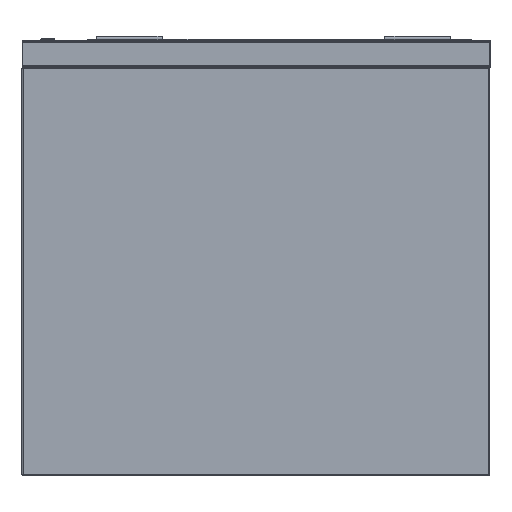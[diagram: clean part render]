
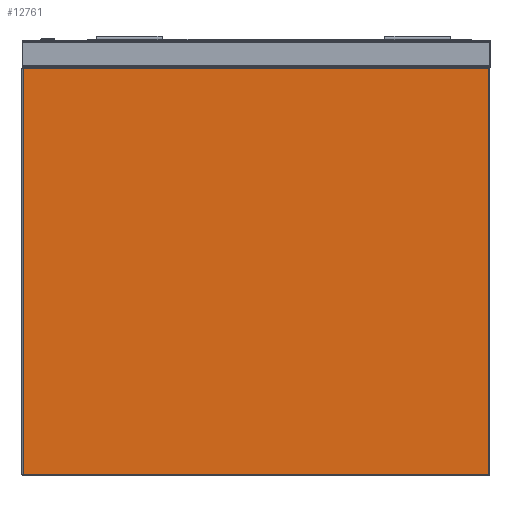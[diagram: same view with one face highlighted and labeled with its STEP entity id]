
A CAD part, left-side view. The second image highlights one B-rep face of the part: STEP entity #12761.
In plain terms, the highlighted planar face has unit normal (-1, 0, 0).
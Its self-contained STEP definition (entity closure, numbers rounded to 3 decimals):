
#166 = EDGE_CURVE ( 'NONE', #31450, #26360, #29263, .T. ) ;
#824 = DIRECTION ( 'NONE',  ( -1., 0., 0. ) ) ;
#2130 = PLANE ( 'NONE',  #21377 ) ;
#3323 = LINE ( 'NONE', #14465, #6668 ) ;
#3796 = EDGE_CURVE ( 'NONE', #20264, #31450, #21421, .T. ) ;
#5270 = LINE ( 'NONE', #8437, #29064 ) ;
#5815 = DIRECTION ( 'NONE',  ( 0., -1., 0. ) ) ;
#6668 = VECTOR ( 'NONE', #25793, 1000. ) ;
#6995 = DIRECTION ( 'NONE',  ( 0., 0., 1. ) ) ;
#8437 = CARTESIAN_POINT ( 'NONE',  ( -750., 355., -42. ) ) ;
#8642 = EDGE_LOOP ( 'NONE', ( #10361, #35656, #10761, #27848 ) ) ;
#9715 = DIRECTION ( 'NONE',  ( 0., -1., 0. ) ) ;
#10361 = ORIENTED_EDGE ( 'NONE', *, *, #166, .T. ) ;
#10751 = VECTOR ( 'NONE', #9715, 1000. ) ;
#10761 = ORIENTED_EDGE ( 'NONE', *, *, #34323, .T. ) ;
#12761 = ADVANCED_FACE ( 'Fl�che7', ( #19039 ), #2130, .T. ) ;
#14465 = CARTESIAN_POINT ( 'NONE',  ( -750., 353., -660. ) ) ;
#18221 = VECTOR ( 'NONE', #6995, 1000. ) ;
#19039 = FACE_OUTER_BOUND ( 'NONE', #8642, .T. ) ;
#20264 = VERTEX_POINT ( 'NONE', #36271 ) ;
#21377 = AXIS2_PLACEMENT_3D ( 'NONE', #33289, #824, #5815 ) ;
#21421 = LINE ( 'NONE', #32690, #10751 ) ;
#25793 = DIRECTION ( 'NONE',  ( 0., 0., -1. ) ) ;
#26360 = VERTEX_POINT ( 'NONE', #32511 ) ;
#27848 = ORIENTED_EDGE ( 'NONE', *, *, #3796, .T. ) ;
#28023 = VERTEX_POINT ( 'NONE', #32069 ) ;
#29064 = VECTOR ( 'NONE', #36265, 1000. ) ;
#29263 = LINE ( 'NONE', #35015, #18221 ) ;
#31450 = VERTEX_POINT ( 'NONE', #32785 ) ;
#31908 = EDGE_CURVE ( 'NONE', #26360, #28023, #5270, .T. ) ;
#32069 = CARTESIAN_POINT ( 'NONE',  ( -750., 353., -42. ) ) ;
#32511 = CARTESIAN_POINT ( 'NONE',  ( -750., -353., -42. ) ) ;
#32690 = CARTESIAN_POINT ( 'NONE',  ( -750., -355., -658. ) ) ;
#32785 = CARTESIAN_POINT ( 'NONE',  ( -750., -353., -658. ) ) ;
#33289 = CARTESIAN_POINT ( 'NONE',  ( -750., -355., -660. ) ) ;
#34323 = EDGE_CURVE ( 'NONE', #28023, #20264, #3323, .T. ) ;
#35015 = CARTESIAN_POINT ( 'NONE',  ( -750., -353., -660. ) ) ;
#35656 = ORIENTED_EDGE ( 'NONE', *, *, #31908, .T. ) ;
#36265 = DIRECTION ( 'NONE',  ( 0., 1., 0. ) ) ;
#36271 = CARTESIAN_POINT ( 'NONE',  ( -750., 353., -658. ) ) ;
